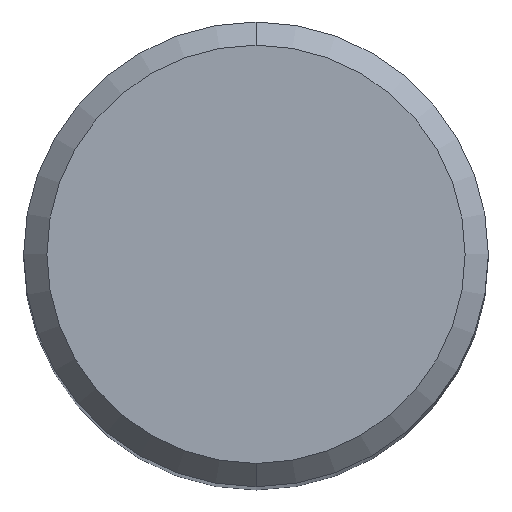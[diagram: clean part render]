
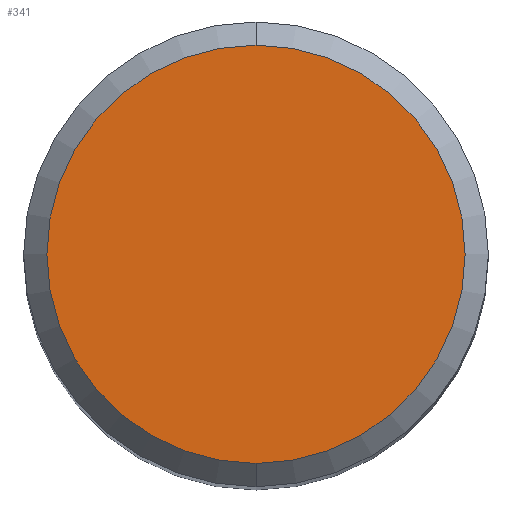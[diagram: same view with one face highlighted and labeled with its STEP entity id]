
A CAD part, top view. The second image highlights one B-rep face of the part: STEP entity #341.
In plain terms, the highlighted planar face has unit normal (0, 0, 1).
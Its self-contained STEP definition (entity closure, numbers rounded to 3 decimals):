
#227=EDGE_CURVE('',#307,#363,#539,.T.);
#265=EDGE_CURVE('',#363,#307,#580,.T.);
#307=VERTEX_POINT('',#625);
#341=ADVANCED_FACE('',(#664),#665,.T.);
#363=VERTEX_POINT('',#689);
#539=CIRCLE('',#908,5.4);
#580=CIRCLE('',#996,5.4);
#625=CARTESIAN_POINT('',(0.,-5.4,0.0));
#664=FACE_OUTER_BOUND('',#1114,.T.);
#665=PLANE('',#1115);
#689=CARTESIAN_POINT('',(0.0,5.4,0.0));
#908=AXIS2_PLACEMENT_3D('',#1570,#1571,#1572);
#996=AXIS2_PLACEMENT_3D('',#1607,#1608,#1609);
#1114=EDGE_LOOP('',(#1705,#1706));
#1115=AXIS2_PLACEMENT_3D('',#1707,#1708,#1709);
#1570=CARTESIAN_POINT('',(0.0,0.0,0.0));
#1571=DIRECTION('',(0.0,0.0,-1.0));
#1572=DIRECTION('',(0.0,1.0,0.0));
#1607=CARTESIAN_POINT('',(0.0,0.0,0.0));
#1608=DIRECTION('',(0.0,0.0,-1.0));
#1609=DIRECTION('',(0.0,1.0,0.0));
#1705=ORIENTED_EDGE('',*,*,#265,.F.);
#1706=ORIENTED_EDGE('',*,*,#227,.F.);
#1707=CARTESIAN_POINT('',(0.0,2.7,0.0));
#1708=DIRECTION('',(-0.0,0.0,1.0));
#1709=DIRECTION('',(0.0,-1.0,0.0));
